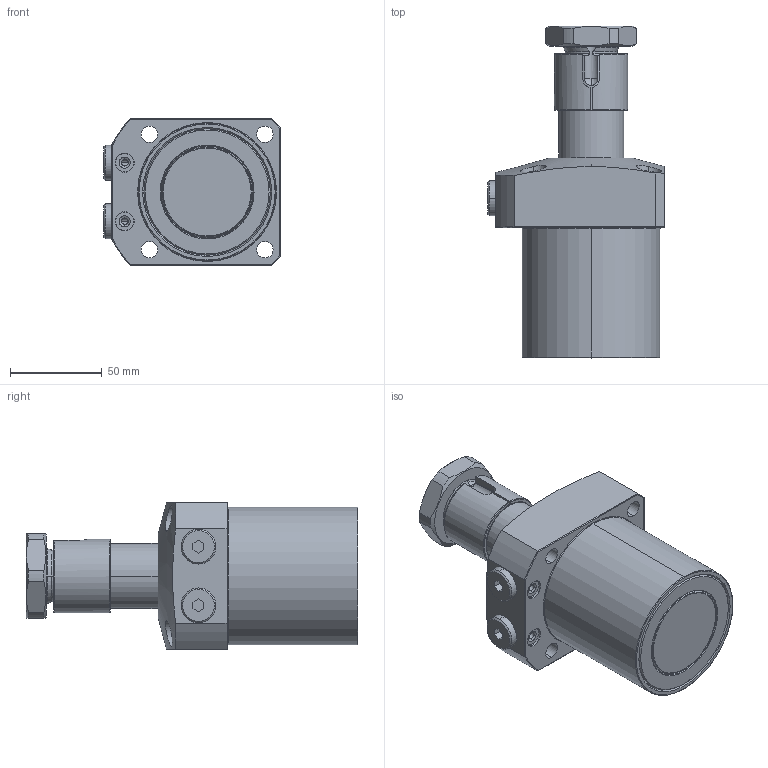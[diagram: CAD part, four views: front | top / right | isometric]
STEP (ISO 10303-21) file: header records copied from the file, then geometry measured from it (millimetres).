
FILE_DESCRIPTION (( 'STEP AP203' ), '1' );
FILE_NAME ('LHA0750-CR.STEP', '2018-12-15T03:45:50', ( '微软用户' ), ( '微软中国' ), 'SwSTEP 2.0', 'SolidWorks 2012', '' );
FILE_SCHEMA (( 'CONFIG_CONTROL_DESIGN' ));
Length unit declared in the file: millimetre
Products named in the file (7): LHA0750-楓羔_蹬怮椔); LHA0750-咂衝椳紕_蹬怮椔); LHA0750-槭暌溛(蹬怮椔); LHA0750-簸忣諍匏_; Gȼ__4; LHA0750-CR; LHA0750-ů_
Assembly tree (7 placements, depth 2):
  LHA0750-CR
    LHA0750-槭暌溛(蹬怮椔)
    LHA0750-咂衝椳紕_蹬怮椔)
    LHA0750-楓羔_蹬怮椔)
    LHA0750-ů_
    LHA0750-簸忣諍匏_
    Gȼ__4  x2
Bounding box: 96.5 x 181 x 80 mm (x, y, z)
Volume: 638318.7 mm3; surface area: 77344.2 mm2
Topology: 7 solids, 7 shells, 238 faces, 559 edges, 349 vertices
Faces by surface type: cylinder 81, plane 80, cone 51, torus 24, sphere 2
Entity records: 8114 total; most frequent: CARTESIAN_POINT 2173, DIRECTION 1123, ORIENTED_EDGE 1058, EDGE_CURVE 529, AXIS2_PLACEMENT_3D 461, VERTEX_POINT 331, EDGE_LOOP 254, CIRCLE 226
